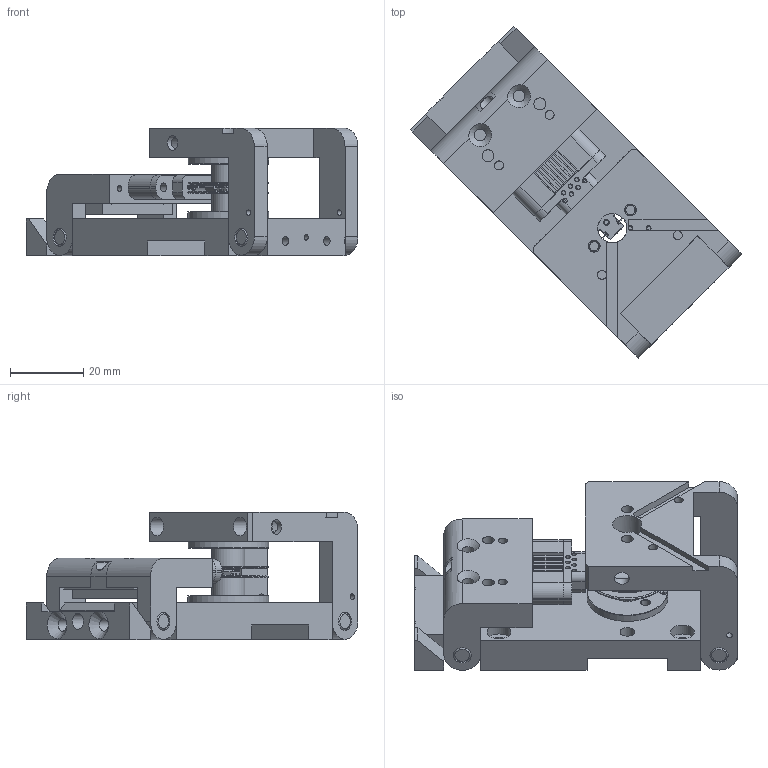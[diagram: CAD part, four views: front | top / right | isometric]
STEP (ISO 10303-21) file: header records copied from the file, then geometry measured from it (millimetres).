
FILE_DESCRIPTION(/* description */ ('Messfassung für Thermostream Handmessfassung TO92UA/UT/UP/UF'),/* implementation_level */ '2;1');
FILE_NAME(/* name */ 'HMF-UF_000000015962.stp',/* time_stamp */ '2021-08-13T14:20:29+02:00',/* author */ ('pawelczy'),/* organization */ (''),/* preprocessor_version */ 'ST-DEVELOPER v18.1',/* originating_system */ 'Autodesk Inventor 2021',/* authorisation */ '');
FILE_SCHEMA (('AUTOMOTIVE_DESIGN { 1 0 10303 214 3 1 1 }'));
Length unit declared in the file: millimetre
Products named in the file (20): 000000015962; 000000008258 ; 07226_0012_3 ; 000000010164 ; 000000013670; 000000010184 ; 000000013904 ; 000000014057 ; 000000015218; 000000015924 ; 000000015280 ; 000000016371; 000000016370 ; 000000014948 ; 000000015182 ; 000000016372 ; 000000015194 ; 000000015228 ; 000000016660 ; 000000002174 
Assembly tree (55 placements, depth 4):
  000000015962
    000000008258 
    07226_0012_3   x2
    000000010164 
    000000013670
    000000010184   x2
    000000013904 
    000000014057 
    000000015218
      000000015924 
      000000015280   x2
      000000016371
        000000016370 
        000000014948 
        000000015182   x2
        000000016372 
        000000015194 
        000000015228   x2
      000000016660 
      000000002174   x32
Bounding box: 90.51 x 90.51 x 34.7 mm (x, y, z)
Volume: 49873.4 mm3; surface area: 33031.3 mm2
Topology: 60 solids, 60 shells, 1752 faces, 4621 edges, 2971 vertices
Faces by surface type: plane 966, cylinder 579, cone 88, bspline 70, sphere 38, torus 11
Full cylindrical faces by diameter (mm): 0.5 x2, 0.6 x7, 1 x2, 1.2 x3, 1.221 x14, 1.3 x2, 1.5 x2, 1.567 x9, 2.4 x2, 2.459 x12, 3.1 x2, 3.2 x4, 3.242 x2, 3.4 x8, 3.9 x4, 4 x4, 4.3 x1, 5 x10, 6.5 x4, 8 x4, 9 x2, 22 x4
Entity records: 36632 total; most frequent: CARTESIAN_POINT 8622, ORIENTED_EDGE 5682, DIRECTION 5557, EDGE_CURVE 2841, LINE 1885, VECTOR 1885, AXIS2_PLACEMENT_3D 1836, VERTEX_POINT 1828
